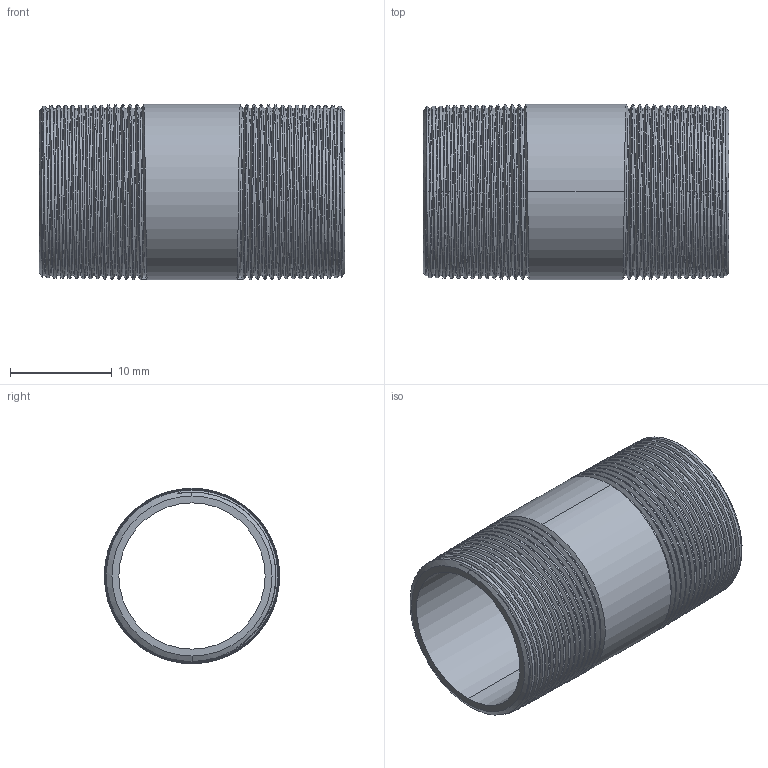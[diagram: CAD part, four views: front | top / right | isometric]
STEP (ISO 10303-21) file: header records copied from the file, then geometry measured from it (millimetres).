
FILE_DESCRIPTION (( 'STEP AP203' ), '1' );
FILE_NAME ('3D_R210_3-8x30_17148520.STEP', '2024-08-16T09:55:24', ( '' ), ( '' ), 'SwSTEP 2.0', 'SolidWorks 2024', '' );
FILE_SCHEMA (( 'CONFIG_CONTROL_DESIGN' ));
Length unit declared in the file: millimetre
Products named in the file (1): 3D_R210_3-8x30_17148520
Bounding box: 30 x 17.2 x 17.2 mm (x, y, z)
Volume: 1863.8 mm3; surface area: 3544.2 mm2
Topology: 1 solids, 1 shells, 76 faces, 216 edges, 142 vertices
Faces by surface type: cone 62, bspline 6, cylinder 4, plane 4
Entity records: 10291 total; most frequent: CARTESIAN_POINT 8535, ORIENTED_EDGE 432, DIRECTION 228, EDGE_CURVE 216, VERTEX_POINT 142, B_SPLINE_CURVE_WITH_KNOTS 132, AXIS2_PLACEMENT_3D 81, EDGE_LOOP 78
